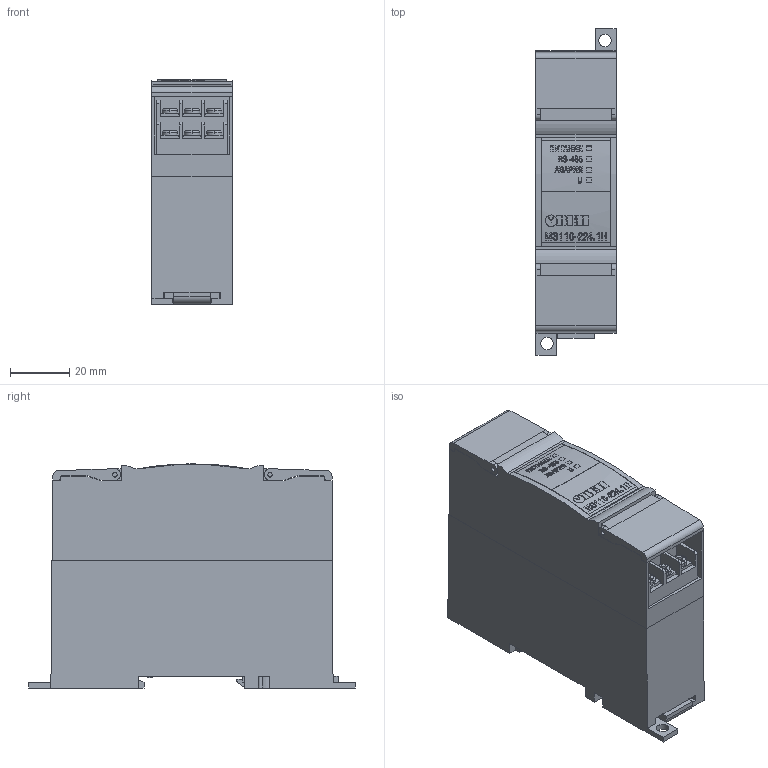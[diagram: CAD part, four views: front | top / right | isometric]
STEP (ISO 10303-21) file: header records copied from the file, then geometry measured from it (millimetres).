
FILE_DESCRIPTION (( 'STEP AP214' ), '1' );
FILE_NAME ('3D ìîäåëü ÌÝ110-224.1Í.STEP', '2021-09-05T19:42:34', ( '' ), ( '' ), 'SwSTEP 2.0', 'SolidWorks 2015', '' );
FILE_SCHEMA (( 'AUTOMOTIVE_DESIGN' ));
Length unit declared in the file: millimetre
Products named in the file (13): 枟謤麃鍒罻2; 枟謤麃鍒罻1; 婰膲僗闉 枎-6; MX110_016FA02M (Ì01); Êðûøêà ïðîçðà÷íàÿ; 抔樦擨鴀 枎-6; Çàæèì êëåììíûé; Âèíò äëÿ ðîçåòêè; ïëàñòèíêà çàæèìíàÿ; Ðîçåòêà ÌÕ - 6; 扻豵鵨_2; 扻豵鵨_1; 3D ìîäåëü ÌÝ110-224.1Í
Assembly tree (19 placements, depth 4):
  3D ìîäåëü ÌÝ110-224.1Í
    扻豵鵨_1
    扻豵鵨_2
    抔樦擨鴀 枎-6  x2
      Ðîçåòêà ÌÕ - 6
      Çàæèì êëåììíûé
        ïëàñòèíêà çàæèìíàÿ
        Âèíò äëÿ ðîçåòêè
    Êðûøêà ïðîçðà÷íàÿ  x2
    MX110_016FA02M (Ì01)
    婰膲僗闉 枎-6
    枟謤麃鍒罻1
    枟謤麃鍒罻2
Bounding box: 27 x 110 x 75.48 mm (x, y, z)
Volume: 173602.5 mm3; surface area: 45411.5 mm2
Topology: 34 solids, 34 shells, 1409 faces, 3704 edges, 2460 vertices
Faces by surface type: plane 951, bspline 219, cylinder 215, torus 24
Entity records: 50215 total; most frequent: CARTESIAN_POINT 15921, ORIENTED_EDGE 5662, DIRECTION 4361, EDGE_CURVE 2831, VERTEX_POINT 1886, VECTOR 1709, LINE 1709, AXIS2_PLACEMENT_3D 1326
